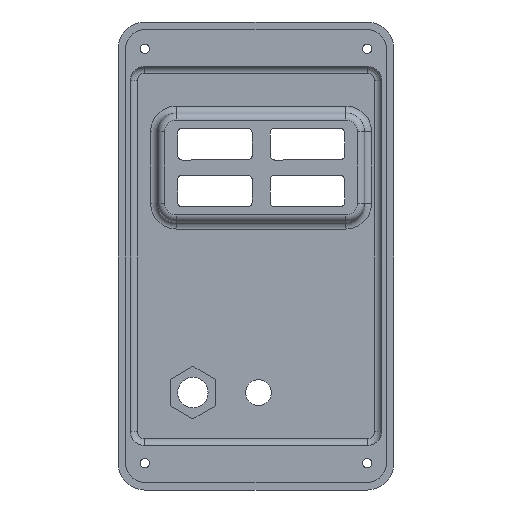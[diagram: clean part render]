
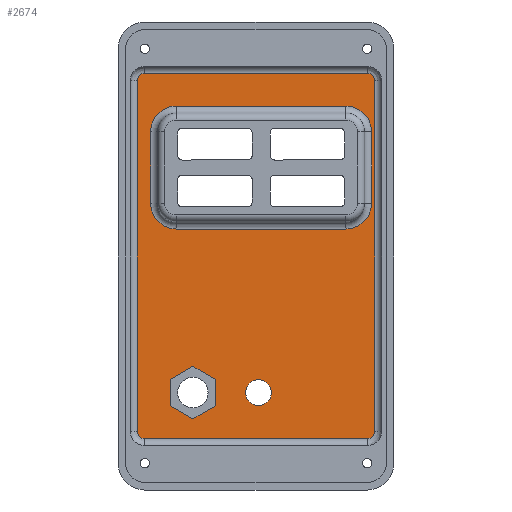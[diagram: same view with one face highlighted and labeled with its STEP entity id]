
A CAD part, front view. The second image highlights one B-rep face of the part: STEP entity #2674.
In plain terms, the highlighted planar face has unit normal (0, -1, 0).
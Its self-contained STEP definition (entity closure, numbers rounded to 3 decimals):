
#83=FACE_BOUND('',#395,.T.);
#84=FACE_BOUND('',#396,.T.);
#85=FACE_BOUND('',#397,.T.);
#114=PLANE('',#2962);
#219=FACE_OUTER_BOUND('',#394,.T.);
#394=EDGE_LOOP('',(#2079,#2080,#2081,#2082,#2083,#2084,#2085,#2086));
#395=EDGE_LOOP('',(#2087));
#396=EDGE_LOOP('',(#2088,#2089,#2090,#2091,#2092,#2093));
#397=EDGE_LOOP('',(#2094,#2095,#2096,#2097,#2098,#2099,#2100,#2101));
#501=LINE('',#4009,#697);
#505=LINE('',#4017,#701);
#508=LINE('',#4023,#704);
#511=LINE('',#4029,#707);
#514=LINE('',#4035,#710);
#517=LINE('',#4040,#713);
#580=LINE('',#4730,#776);
#581=LINE('',#4738,#777);
#582=LINE('',#4746,#778);
#583=LINE('',#4757,#779);
#586=LINE('',#4767,#782);
#587=LINE('',#4771,#783);
#588=LINE('',#4775,#784);
#589=LINE('',#4779,#785);
#697=VECTOR('',#3138,10.);
#701=VECTOR('',#3144,10.);
#704=VECTOR('',#3149,10.);
#707=VECTOR('',#3154,10.);
#710=VECTOR('',#3159,10.);
#713=VECTOR('',#3164,10.);
#776=VECTOR('',#3513,10.);
#777=VECTOR('',#3524,10.);
#778=VECTOR('',#3535,10.);
#779=VECTOR('',#3548,10.);
#782=VECTOR('',#3561,10.);
#783=VECTOR('',#3564,10.);
#784=VECTOR('',#3567,10.);
#785=VECTOR('',#3570,10.);
#893=CIRCLE('',#2792,5.5);
#995=CIRCLE('',#2944,11.);
#998=CIRCLE('',#2949,11.);
#1001=CIRCLE('',#2954,11.);
#1004=CIRCLE('',#2959,11.);
#1006=CIRCLE('',#2963,3.);
#1007=CIRCLE('',#2964,3.);
#1008=CIRCLE('',#2965,3.);
#1009=CIRCLE('',#2966,3.);
#1083=VERTEX_POINT('',#4003);
#1084=VERTEX_POINT('',#4007);
#1085=VERTEX_POINT('',#4008);
#1088=VERTEX_POINT('',#4016);
#1090=VERTEX_POINT('',#4022);
#1092=VERTEX_POINT('',#4028);
#1094=VERTEX_POINT('',#4034);
#1221=VERTEX_POINT('',#4724);
#1223=VERTEX_POINT('',#4728);
#1224=VERTEX_POINT('',#4732);
#1225=VERTEX_POINT('',#4736);
#1226=VERTEX_POINT('',#4740);
#1227=VERTEX_POINT('',#4744);
#1229=VERTEX_POINT('',#4749);
#1231=VERTEX_POINT('',#4755);
#1232=VERTEX_POINT('',#4765);
#1233=VERTEX_POINT('',#4766);
#1234=VERTEX_POINT('',#4768);
#1235=VERTEX_POINT('',#4770);
#1236=VERTEX_POINT('',#4772);
#1237=VERTEX_POINT('',#4774);
#1238=VERTEX_POINT('',#4776);
#1239=VERTEX_POINT('',#4778);
#1330=EDGE_CURVE('',#1083,#1083,#893,.T.);
#1331=EDGE_CURVE('',#1084,#1085,#501,.T.);
#1335=EDGE_CURVE('',#1088,#1084,#505,.T.);
#1338=EDGE_CURVE('',#1090,#1088,#508,.T.);
#1341=EDGE_CURVE('',#1092,#1090,#511,.T.);
#1344=EDGE_CURVE('',#1094,#1092,#514,.T.);
#1347=EDGE_CURVE('',#1085,#1094,#517,.T.);
#1526=EDGE_CURVE('',#1223,#1221,#580,.T.);
#1528=EDGE_CURVE('',#1224,#1223,#995,.T.);
#1530=EDGE_CURVE('',#1225,#1224,#581,.T.);
#1532=EDGE_CURVE('',#1226,#1225,#998,.T.);
#1534=EDGE_CURVE('',#1227,#1226,#582,.T.);
#1536=EDGE_CURVE('',#1229,#1227,#1001,.T.);
#1539=EDGE_CURVE('',#1231,#1229,#583,.T.);
#1541=EDGE_CURVE('',#1221,#1231,#1004,.T.);
#1544=EDGE_CURVE('',#1232,#1233,#586,.T.);
#1545=EDGE_CURVE('',#1234,#1232,#1006,.T.);
#1546=EDGE_CURVE('',#1235,#1234,#587,.T.);
#1547=EDGE_CURVE('',#1236,#1235,#1007,.T.);
#1548=EDGE_CURVE('',#1237,#1236,#588,.T.);
#1549=EDGE_CURVE('',#1238,#1237,#1008,.T.);
#1550=EDGE_CURVE('',#1239,#1238,#589,.T.);
#1551=EDGE_CURVE('',#1233,#1239,#1009,.T.);
#2079=ORIENTED_EDGE('',*,*,#1544,.F.);
#2080=ORIENTED_EDGE('',*,*,#1545,.F.);
#2081=ORIENTED_EDGE('',*,*,#1546,.F.);
#2082=ORIENTED_EDGE('',*,*,#1547,.F.);
#2083=ORIENTED_EDGE('',*,*,#1548,.F.);
#2084=ORIENTED_EDGE('',*,*,#1549,.F.);
#2085=ORIENTED_EDGE('',*,*,#1550,.F.);
#2086=ORIENTED_EDGE('',*,*,#1551,.F.);
#2087=ORIENTED_EDGE('',*,*,#1330,.T.);
#2088=ORIENTED_EDGE('',*,*,#1331,.T.);
#2089=ORIENTED_EDGE('',*,*,#1347,.T.);
#2090=ORIENTED_EDGE('',*,*,#1344,.T.);
#2091=ORIENTED_EDGE('',*,*,#1341,.T.);
#2092=ORIENTED_EDGE('',*,*,#1338,.T.);
#2093=ORIENTED_EDGE('',*,*,#1335,.T.);
#2094=ORIENTED_EDGE('',*,*,#1526,.F.);
#2095=ORIENTED_EDGE('',*,*,#1528,.F.);
#2096=ORIENTED_EDGE('',*,*,#1530,.F.);
#2097=ORIENTED_EDGE('',*,*,#1532,.F.);
#2098=ORIENTED_EDGE('',*,*,#1534,.F.);
#2099=ORIENTED_EDGE('',*,*,#1536,.F.);
#2100=ORIENTED_EDGE('',*,*,#1539,.F.);
#2101=ORIENTED_EDGE('',*,*,#1541,.F.);
#2674=ADVANCED_FACE('',(#219,#83,#84,#85),#114,.F.);
#2792=AXIS2_PLACEMENT_3D('',#4005,#3134,#3135);
#2944=AXIS2_PLACEMENT_3D('',#4734,#3518,#3519);
#2949=AXIS2_PLACEMENT_3D('',#4742,#3529,#3530);
#2954=AXIS2_PLACEMENT_3D('',#4751,#3540,#3541);
#2959=AXIS2_PLACEMENT_3D('',#4760,#3552,#3553);
#2962=AXIS2_PLACEMENT_3D('',#4764,#3559,#3560);
#2963=AXIS2_PLACEMENT_3D('',#4769,#3562,#3563);
#2964=AXIS2_PLACEMENT_3D('',#4773,#3565,#3566);
#2965=AXIS2_PLACEMENT_3D('',#4777,#3568,#3569);
#2966=AXIS2_PLACEMENT_3D('',#4780,#3571,#3572);
#3134=DIRECTION('center_axis',(0.,1.,0.));
#3135=DIRECTION('ref_axis',(0.,0.,1.));
#3138=DIRECTION('',(0.866,0.,-0.5));
#3144=DIRECTION('',(0.866,0.,0.5));
#3149=DIRECTION('',(0.,0.,1.));
#3154=DIRECTION('',(-0.866,0.,0.5));
#3159=DIRECTION('',(-0.866,0.,-0.5));
#3164=DIRECTION('',(0.,0.,-1.));
#3513=DIRECTION('',(0.,0.,-1.));
#3518=DIRECTION('center_axis',(0.,-1.,0.));
#3519=DIRECTION('ref_axis',(-0.707,0.,0.707));
#3524=DIRECTION('',(-1.,0.,0.));
#3529=DIRECTION('center_axis',(0.,-1.,0.));
#3530=DIRECTION('ref_axis',(0.707,0.,0.707));
#3535=DIRECTION('',(0.,0.,1.));
#3540=DIRECTION('center_axis',(0.,-1.,0.));
#3541=DIRECTION('ref_axis',(0.707,0.,-0.707));
#3548=DIRECTION('',(1.,0.,0.));
#3552=DIRECTION('center_axis',(0.,-1.,0.));
#3553=DIRECTION('ref_axis',(-0.707,0.,-0.707));
#3559=DIRECTION('center_axis',(0.,1.,0.));
#3560=DIRECTION('ref_axis',(0.,0.,1.));
#3561=DIRECTION('',(0.,0.,1.));
#3562=DIRECTION('center_axis',(0.,1.,0.));
#3563=DIRECTION('ref_axis',(-0.707,0.,-0.707));
#3564=DIRECTION('',(-1.,0.,0.));
#3565=DIRECTION('center_axis',(0.,1.,0.));
#3566=DIRECTION('ref_axis',(0.707,0.,-0.707));
#3567=DIRECTION('',(0.,0.,-1.));
#3568=DIRECTION('center_axis',(0.,1.,0.));
#3569=DIRECTION('ref_axis',(0.707,0.,0.707));
#3570=DIRECTION('',(1.,0.,0.));
#3571=DIRECTION('center_axis',(0.,1.,0.));
#3572=DIRECTION('ref_axis',(-0.707,0.,0.707));
#4003=CARTESIAN_POINT('',(-105.863,85.233,-36.704));
#4005=CARTESIAN_POINT('Origin',(-105.863,85.233,-31.204));
#4007=CARTESIAN_POINT('',(-133.863,85.233,-19.946));
#4008=CARTESIAN_POINT('',(-124.113,85.233,-25.575));
#4009=CARTESIAN_POINT('',(-133.941,85.233,-19.901));
#4016=CARTESIAN_POINT('',(-143.613,85.233,-25.575));
#4017=CARTESIAN_POINT('',(-118.436,85.233,-11.039));
#4022=CARTESIAN_POINT('',(-143.613,85.233,-36.833));
#4023=CARTESIAN_POINT('',(-143.613,85.233,-4.856));
#4028=CARTESIAN_POINT('',(-133.863,85.233,-42.463));
#4029=CARTESIAN_POINT('',(-138.816,85.233,-39.603));
#4034=CARTESIAN_POINT('',(-124.113,85.233,-36.833));
#4035=CARTESIAN_POINT('',(-103.811,85.233,-25.112));
#4040=CARTESIAN_POINT('',(-124.113,85.233,0.773));
#4724=CARTESIAN_POINT('',(-151.879,85.233,49.646));
#4728=CARTESIAN_POINT('',(-151.879,85.233,80.15));
#4730=CARTESIAN_POINT('',(-151.879,85.233,53.635));
#4732=CARTESIAN_POINT('',(-140.879,85.233,91.15));
#4734=CARTESIAN_POINT('Origin',(-140.879,85.233,80.15));
#4736=CARTESIAN_POINT('',(-68.569,85.233,91.15));
#4738=CARTESIAN_POINT('',(-87.734,85.233,91.15));
#4740=CARTESIAN_POINT('',(-57.569,85.233,80.15));
#4742=CARTESIAN_POINT('Origin',(-68.569,85.233,80.15));
#4744=CARTESIAN_POINT('',(-57.569,85.233,49.646));
#4746=CARTESIAN_POINT('',(-57.569,85.233,38.383));
#4749=CARTESIAN_POINT('',(-68.569,85.233,38.646));
#4751=CARTESIAN_POINT('Origin',(-68.569,85.233,49.646));
#4755=CARTESIAN_POINT('',(-140.879,85.233,38.646));
#4757=CARTESIAN_POINT('',(-123.889,85.233,38.646));
#4760=CARTESIAN_POINT('Origin',(-140.879,85.233,49.646));
#4764=CARTESIAN_POINT('Origin',(-106.898,85.233,27.121));
#4765=CARTESIAN_POINT('',(-157.598,85.233,-47.779));
#4766=CARTESIAN_POINT('',(-157.598,85.233,102.021));
#4767=CARTESIAN_POINT('',(-157.598,85.233,-17.129));
#4768=CARTESIAN_POINT('',(-154.598,85.233,-50.779));
#4769=CARTESIAN_POINT('Origin',(-154.598,85.233,-47.779));
#4770=CARTESIAN_POINT('',(-59.198,85.233,-50.779));
#4771=CARTESIAN_POINT('',(-80.048,85.233,-50.779));
#4772=CARTESIAN_POINT('',(-56.198,85.233,-47.779));
#4773=CARTESIAN_POINT('Origin',(-59.198,85.233,-47.779));
#4774=CARTESIAN_POINT('',(-56.198,85.233,102.021));
#4775=CARTESIAN_POINT('',(-56.198,85.233,71.371));
#4776=CARTESIAN_POINT('',(-59.198,85.233,105.021));
#4777=CARTESIAN_POINT('Origin',(-59.198,85.233,102.021));
#4778=CARTESIAN_POINT('',(-154.598,85.233,105.021));
#4779=CARTESIAN_POINT('',(-133.748,85.233,105.021));
#4780=CARTESIAN_POINT('Origin',(-154.598,85.233,102.021));
